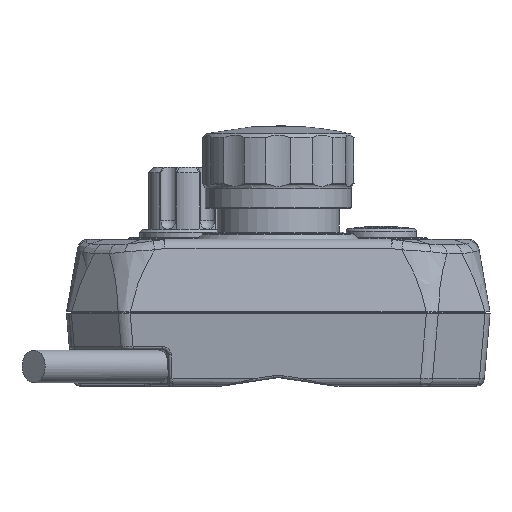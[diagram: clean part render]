
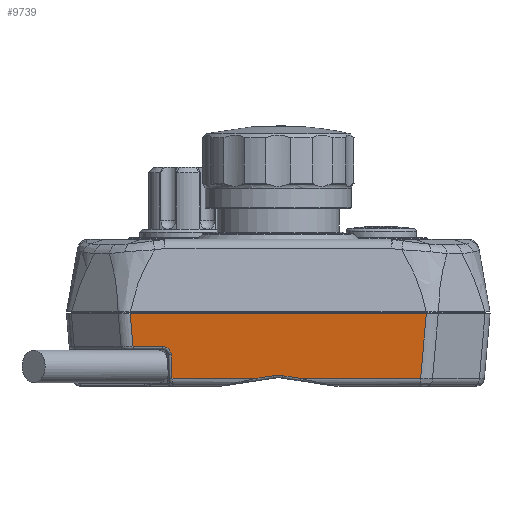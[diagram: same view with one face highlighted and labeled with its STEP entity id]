
A CAD part, left-side view. The second image highlights one B-rep face of the part: STEP entity #9739.
In plain terms, the highlighted planar face has unit normal (-0.996, 0, -0.087).
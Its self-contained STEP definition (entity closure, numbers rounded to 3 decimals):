
#483=ELLIPSE('',#10602,1.506,1.5);
#484=ELLIPSE('',#10603,5.521,5.5);
#840=PLANE('',#10601);
#1116=FACE_OUTER_BOUND('',#1766,.T.);
#1766=EDGE_LOOP('',(#7354,#7355,#7356,#7357,#7358,#7359,#7360,#7361,#7362,
#7363,#7364));
#2441=LINE('',#16505,#2955);
#2465=LINE('',#16666,#2979);
#2466=LINE('',#16670,#2980);
#2467=LINE('',#16672,#2981);
#2468=LINE('',#16676,#2982);
#2469=LINE('',#16678,#2983);
#2470=LINE('',#16680,#2984);
#2471=LINE('',#16684,#2985);
#2472=LINE('',#16685,#2986);
#2955=VECTOR('',#12439,10.);
#2979=VECTOR('',#12497,10.);
#2980=VECTOR('',#12502,10.);
#2981=VECTOR('',#12503,10.);
#2982=VECTOR('',#12506,10.);
#2983=VECTOR('',#12507,10.);
#2984=VECTOR('',#12508,10.);
#2985=VECTOR('',#12511,10.);
#2986=VECTOR('',#12512,10.);
#4210=VERTEX_POINT('',#16502);
#4211=VERTEX_POINT('',#16504);
#4239=VERTEX_POINT('',#16665);
#4240=VERTEX_POINT('',#16669);
#4241=VERTEX_POINT('',#16671);
#4242=VERTEX_POINT('',#16673);
#4243=VERTEX_POINT('',#16675);
#4244=VERTEX_POINT('',#16677);
#4245=VERTEX_POINT('',#16679);
#4246=VERTEX_POINT('',#16681);
#4247=VERTEX_POINT('',#16683);
#5305=EDGE_CURVE('',#4211,#4210,#2441,.T.);
#5345=EDGE_CURVE('',#4211,#4239,#2465,.T.);
#5347=EDGE_CURVE('',#4240,#4210,#2466,.T.);
#5348=EDGE_CURVE('',#4241,#4240,#2467,.T.);
#5349=EDGE_CURVE('',#4242,#4241,#483,.T.);
#5350=EDGE_CURVE('',#4243,#4242,#2468,.T.);
#5351=EDGE_CURVE('',#4244,#4243,#2469,.T.);
#5352=EDGE_CURVE('',#4245,#4244,#2470,.T.);
#5353=EDGE_CURVE('',#4246,#4245,#484,.T.);
#5354=EDGE_CURVE('',#4247,#4246,#2471,.T.);
#5355=EDGE_CURVE('',#4239,#4247,#2472,.T.);
#7354=ORIENTED_EDGE('',*,*,#5305,.T.);
#7355=ORIENTED_EDGE('',*,*,#5347,.F.);
#7356=ORIENTED_EDGE('',*,*,#5348,.F.);
#7357=ORIENTED_EDGE('',*,*,#5349,.F.);
#7358=ORIENTED_EDGE('',*,*,#5350,.F.);
#7359=ORIENTED_EDGE('',*,*,#5351,.F.);
#7360=ORIENTED_EDGE('',*,*,#5352,.F.);
#7361=ORIENTED_EDGE('',*,*,#5353,.F.);
#7362=ORIENTED_EDGE('',*,*,#5354,.F.);
#7363=ORIENTED_EDGE('',*,*,#5355,.F.);
#7364=ORIENTED_EDGE('',*,*,#5345,.F.);
#9739=ADVANCED_FACE('',(#1116),#840,.T.);
#10601=AXIS2_PLACEMENT_3D('',#16668,#12500,#12501);
#10602=AXIS2_PLACEMENT_3D('',#16674,#12504,#12505);
#10603=AXIS2_PLACEMENT_3D('',#16682,#12509,#12510);
#12439=DIRECTION('',(0.,1.,0.));
#12497=DIRECTION('',(0.087,0.087,-0.992));
#12500=DIRECTION('center_axis',(-0.996,0.,
-0.087));
#12501=DIRECTION('ref_axis',(0.,1.,0.));
#12502=DIRECTION('',(-0.087,0.087,0.992));
#12503=DIRECTION('',(0.,1.,0.));
#12504=DIRECTION('center_axis',(-0.996,0.,
-0.087));
#12505=DIRECTION('ref_axis',(-0.087,0.,
0.996));
#12506=DIRECTION('',(-0.087,0.035,0.996));
#12507=DIRECTION('',(0.,1.,0.));
#12508=DIRECTION('',(0.013,0.989,-0.148));
#12509=DIRECTION('center_axis',(-0.996,0.,
-0.087));
#12510=DIRECTION('ref_axis',(-0.087,0.,0.996));
#12511=DIRECTION('',(-0.013,0.989,0.148));
#12512=DIRECTION('',(0.,1.,0.));
#16502=CARTESIAN_POINT('',(-37.483,26.204,-0.2));
#16504=CARTESIAN_POINT('',(-37.483,-26.204,-0.2));
#16505=CARTESIAN_POINT('',(-37.483,18.75,-0.2));
#16665=CARTESIAN_POINT('',(-36.482,-25.204,-11.631));
#16666=CARTESIAN_POINT('',(-37.161,-25.882,-3.875));
#16668=CARTESIAN_POINT('Origin',(-37.5,37.5,0.));
#16669=CARTESIAN_POINT('',(-36.971,25.693,-6.044));
#16670=CARTESIAN_POINT('',(-37.444,26.165,-0.644));
#16671=CARTESIAN_POINT('',(-36.971,20.443,-6.044));
#16672=CARTESIAN_POINT('',(-36.971,32.938,-6.044));
#16673=CARTESIAN_POINT('',(-36.845,18.944,-7.491));
#16674=CARTESIAN_POINT('Origin',(-36.84,20.443,-7.544));
#16675=CARTESIAN_POINT('',(-36.482,18.799,-11.631));
#16676=CARTESIAN_POINT('',(-36.91,18.97,-6.746));
#16677=CARTESIAN_POINT('',(-36.482,3.952,-11.631));
#16678=CARTESIAN_POINT('',(-36.482,18.75,-11.631));
#16679=CARTESIAN_POINT('',(-36.524,0.816,-11.16));
#16680=CARTESIAN_POINT('',(-36.235,22.786,-14.456));
#16681=CARTESIAN_POINT('',(-36.524,-0.816,-11.16));
#16682=CARTESIAN_POINT('Origin',(-36.048,0.,
-16.6));
#16683=CARTESIAN_POINT('',(-36.482,-3.952,-11.631));
#16684=CARTESIAN_POINT('',(-36.782,18.882,-8.206));
#16685=CARTESIAN_POINT('',(-36.482,18.75,-11.631));
